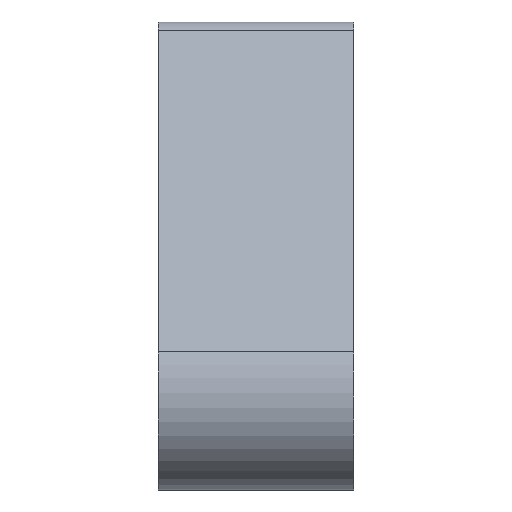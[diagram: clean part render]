
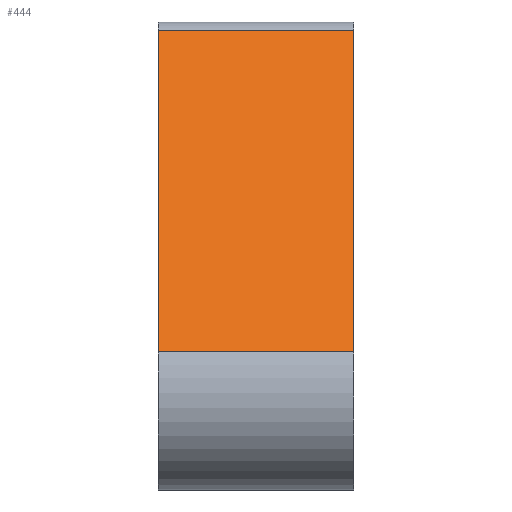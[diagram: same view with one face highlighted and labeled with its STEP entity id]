
A CAD part, left-side view. The second image highlights one B-rep face of the part: STEP entity #444.
In plain terms, the highlighted face is planar.
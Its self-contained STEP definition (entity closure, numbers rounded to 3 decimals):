
#27=PLANE('',#499);
#40=LINE('',#657,#84);
#48=LINE('',#690,#92);
#66=LINE('',#737,#110);
#67=LINE('',#739,#111);
#84=VECTOR('',#527,1000.);
#92=VECTOR('',#557,1000.);
#110=VECTOR('',#599,1000.);
#111=VECTOR('',#602,1000.);
#185=ORIENTED_EDGE('',*,*,#296,.T.);
#186=ORIENTED_EDGE('',*,*,#255,.F.);
#187=ORIENTED_EDGE('',*,*,#270,.T.);
#188=ORIENTED_EDGE('',*,*,#295,.F.);
#255=EDGE_CURVE('',#316,#318,#40,.T.);
#270=EDGE_CURVE('',#316,#332,#48,.T.);
#295=EDGE_CURVE('',#348,#332,#66,.T.);
#296=EDGE_CURVE('',#348,#318,#67,.T.);
#316=VERTEX_POINT('',#655);
#318=VERTEX_POINT('',#658);
#332=VERTEX_POINT('',#691);
#348=VERTEX_POINT('',#736);
#385=EDGE_LOOP('',(#185,#186,#187,#188));
#411=FACE_BOUND('',#385,.T.);
#444=ADVANCED_FACE('',(#411),#27,.T.);
#499=AXIS2_PLACEMENT_3D('',#738,#600,#601);
#527=DIRECTION('',(-1.,0.,0.));
#557=DIRECTION('',(0.,-0.819,-0.574));
#599=DIRECTION('',(1.,0.,0.));
#600=DIRECTION('',(0.,0.574,-0.819));
#601=DIRECTION('',(0.,0.819,0.574));
#602=DIRECTION('',(0.,0.819,0.574));
#655=CARTESIAN_POINT('',(1.,4.715,2.472));
#657=CARTESIAN_POINT('',(-1.04,4.715,2.472));
#658=CARTESIAN_POINT('',(-1.,4.715,2.472));
#690=CARTESIAN_POINT('',(1.,1.349,0.115));
#691=CARTESIAN_POINT('',(1.,1.416,0.163));
#736=CARTESIAN_POINT('',(-1.,1.416,0.163));
#737=CARTESIAN_POINT('',(-1.04,1.416,0.163));
#738=CARTESIAN_POINT('',(-1.04,1.349,0.115));
#739=CARTESIAN_POINT('',(-1.,2.497,0.92));
